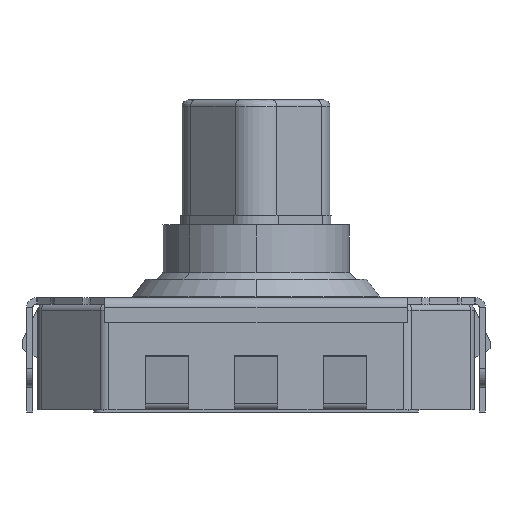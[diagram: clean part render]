
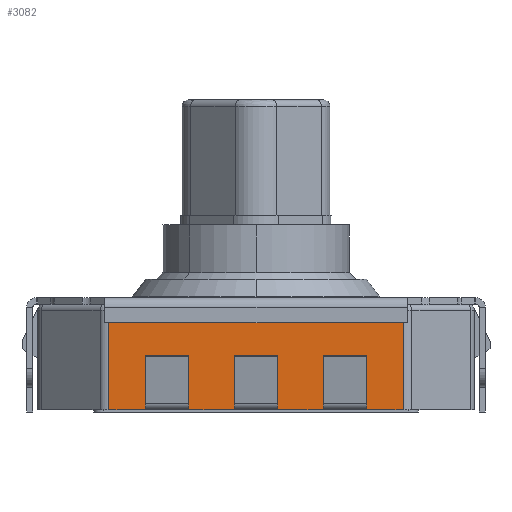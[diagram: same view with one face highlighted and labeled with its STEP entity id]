
A CAD part, left-side view. The second image highlights one B-rep face of the part: STEP entity #3082.
In plain terms, the highlighted planar face has unit normal (-1, 0, 0).
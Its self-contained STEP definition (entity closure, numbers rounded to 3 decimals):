
#1768 = VERTEX_POINT('',#1769);
#1769 = CARTESIAN_POINT('',(-3.5,0.35,0.14));
#1776 = EDGE_CURVE('',#1768,#1777,#1779,.T.);
#1777 = VERTEX_POINT('',#1778);
#1778 = CARTESIAN_POINT('',(-3.5,0.35,0.04));
#1779 = LINE('',#1780,#1781);
#1780 = CARTESIAN_POINT('',(-3.5,0.35,1.73));
#1781 = VECTOR('',#1782,1.);
#1782 = DIRECTION('',(0.,0.,-1.));
#1799 = EDGE_CURVE('',#1800,#1802,#1804,.T.);
#1800 = VERTEX_POINT('',#1801);
#1801 = CARTESIAN_POINT('',(-3.5,1.075,0.04));
#1802 = VERTEX_POINT('',#1803);
#1803 = CARTESIAN_POINT('',(-3.5,1.075,0.14));
#1804 = LINE('',#1805,#1806);
#1805 = CARTESIAN_POINT('',(-3.5,1.075,1.73));
#1806 = VECTOR('',#1807,1.);
#1807 = DIRECTION('',(0.,0.,1.));
#1832 = EDGE_CURVE('',#1802,#1833,#1835,.T.);
#1833 = VERTEX_POINT('',#1834);
#1834 = CARTESIAN_POINT('',(-3.5,1.775,0.14));
#1835 = LINE('',#1836,#1837);
#1836 = CARTESIAN_POINT('',(-3.5,0.,0.14));
#1837 = VECTOR('',#1838,1.);
#1838 = DIRECTION('',(0.,1.,0.));
#1858 = EDGE_CURVE('',#1833,#1859,#1861,.T.);
#1859 = VERTEX_POINT('',#1860);
#1860 = CARTESIAN_POINT('',(-3.5,1.775,0.04));
#1861 = LINE('',#1862,#1863);
#1862 = CARTESIAN_POINT('',(-3.5,1.775,1.73));
#1863 = VECTOR('',#1864,1.);
#1864 = DIRECTION('',(0.,0.,-1.));
#1883 = VERTEX_POINT('',#1884);
#1884 = CARTESIAN_POINT('',(-3.5,-1.775,0.04));
#1891 = EDGE_CURVE('',#1883,#1892,#1894,.T.);
#1892 = VERTEX_POINT('',#1893);
#1893 = CARTESIAN_POINT('',(-3.5,-1.775,0.14));
#1894 = LINE('',#1895,#1896);
#1895 = CARTESIAN_POINT('',(-3.5,-1.775,1.73));
#1896 = VECTOR('',#1897,1.);
#1897 = DIRECTION('',(0.,0.,1.));
#1915 = EDGE_CURVE('',#1892,#1916,#1918,.T.);
#1916 = VERTEX_POINT('',#1917);
#1917 = CARTESIAN_POINT('',(-3.5,-1.075,0.14));
#1918 = LINE('',#1919,#1920);
#1919 = CARTESIAN_POINT('',(-3.5,0.,0.14));
#1920 = VECTOR('',#1921,1.);
#1921 = DIRECTION('',(0.,1.,0.));
#1942 = EDGE_CURVE('',#1916,#1943,#1945,.T.);
#1943 = VERTEX_POINT('',#1944);
#1944 = CARTESIAN_POINT('',(-3.5,-1.075,0.04));
#1945 = LINE('',#1946,#1947);
#1946 = CARTESIAN_POINT('',(-3.5,-1.075,1.73));
#1947 = VECTOR('',#1948,1.);
#1948 = DIRECTION('',(0.,0.,-1.));
#1966 = VERTEX_POINT('',#1967);
#1967 = CARTESIAN_POINT('',(-3.5,-0.35,0.04));
#1974 = EDGE_CURVE('',#1966,#1975,#1977,.T.);
#1975 = VERTEX_POINT('',#1976);
#1976 = CARTESIAN_POINT('',(-3.5,-0.35,0.14));
#1977 = LINE('',#1978,#1979);
#1978 = CARTESIAN_POINT('',(-3.5,-0.35,1.73));
#1979 = VECTOR('',#1980,1.);
#1980 = DIRECTION('',(0.,0.,1.));
#1998 = EDGE_CURVE('',#1975,#1768,#1999,.T.);
#1999 = LINE('',#2000,#2001);
#2000 = CARTESIAN_POINT('',(-3.5,0.,0.14));
#2001 = VECTOR('',#2002,1.);
#2002 = DIRECTION('',(0.,1.,0.));
#2572 = VERTEX_POINT('',#2573);
#2573 = CARTESIAN_POINT('',(-3.5,-2.357,1.63));
#2580 = EDGE_CURVE('',#2572,#2581,#2583,.T.);
#2581 = VERTEX_POINT('',#2582);
#2582 = CARTESIAN_POINT('',(-3.5,-2.357,0.04));
#2583 = LINE('',#2584,#2585);
#2584 = CARTESIAN_POINT('',(-3.5,-2.357,1.73));
#2585 = VECTOR('',#2586,1.);
#2586 = DIRECTION('',(0.,0.,-1.));
#2665 = VERTEX_POINT('',#2666);
#2666 = CARTESIAN_POINT('',(-3.5,2.357,0.04));
#2673 = EDGE_CURVE('',#2665,#2674,#2676,.T.);
#2674 = VERTEX_POINT('',#2675);
#2675 = CARTESIAN_POINT('',(-3.5,2.357,1.63));
#2676 = LINE('',#2677,#2678);
#2677 = CARTESIAN_POINT('',(-3.5,2.357,1.73));
#2678 = VECTOR('',#2679,1.);
#2679 = DIRECTION('',(0.,0.,1.));
#3082 = ADVANCED_FACE('',(#3083),#3126,.F.);
#3083 = FACE_BOUND('',#3084,.T.);
#3084 = EDGE_LOOP('',(#3085,#3086,#3092,#3093,#3094,#3095,#3101,#3102,
    #3108,#3109,#3115,#3116,#3117,#3118,#3124,#3125));
#3085 = ORIENTED_EDGE('',*,*,#1974,.F.);
#3086 = ORIENTED_EDGE('',*,*,#3087,.F.);
#3087 = EDGE_CURVE('',#1943,#1966,#3088,.T.);
#3088 = LINE('',#3089,#3090);
#3089 = CARTESIAN_POINT('',(-3.5,0.,0.04));
#3090 = VECTOR('',#3091,1.);
#3091 = DIRECTION('',(0.,1.,0.));
#3092 = ORIENTED_EDGE('',*,*,#1942,.F.);
#3093 = ORIENTED_EDGE('',*,*,#1915,.F.);
#3094 = ORIENTED_EDGE('',*,*,#1891,.F.);
#3095 = ORIENTED_EDGE('',*,*,#3096,.F.);
#3096 = EDGE_CURVE('',#2581,#1883,#3097,.T.);
#3097 = LINE('',#3098,#3099);
#3098 = CARTESIAN_POINT('',(-3.5,0.,0.04));
#3099 = VECTOR('',#3100,1.);
#3100 = DIRECTION('',(0.,1.,0.));
#3101 = ORIENTED_EDGE('',*,*,#2580,.F.);
#3102 = ORIENTED_EDGE('',*,*,#3103,.F.);
#3103 = EDGE_CURVE('',#2674,#2572,#3104,.T.);
#3104 = LINE('',#3105,#3106);
#3105 = CARTESIAN_POINT('',(-3.5,2.357,1.63));
#3106 = VECTOR('',#3107,1.);
#3107 = DIRECTION('',(0.,-1.,0.));
#3108 = ORIENTED_EDGE('',*,*,#2673,.F.);
#3109 = ORIENTED_EDGE('',*,*,#3110,.F.);
#3110 = EDGE_CURVE('',#1859,#2665,#3111,.T.);
#3111 = LINE('',#3112,#3113);
#3112 = CARTESIAN_POINT('',(-3.5,0.,0.04));
#3113 = VECTOR('',#3114,1.);
#3114 = DIRECTION('',(0.,1.,0.));
#3115 = ORIENTED_EDGE('',*,*,#1858,.F.);
#3116 = ORIENTED_EDGE('',*,*,#1832,.F.);
#3117 = ORIENTED_EDGE('',*,*,#1799,.F.);
#3118 = ORIENTED_EDGE('',*,*,#3119,.F.);
#3119 = EDGE_CURVE('',#1777,#1800,#3120,.T.);
#3120 = LINE('',#3121,#3122);
#3121 = CARTESIAN_POINT('',(-3.5,0.,0.04));
#3122 = VECTOR('',#3123,1.);
#3123 = DIRECTION('',(0.,1.,0.));
#3124 = ORIENTED_EDGE('',*,*,#1776,.F.);
#3125 = ORIENTED_EDGE('',*,*,#1998,.F.);
#3126 = PLANE('',#3127);
#3127 = AXIS2_PLACEMENT_3D('',#3128,#3129,#3130);
#3128 = CARTESIAN_POINT('',(-3.5,0.,1.73));
#3129 = DIRECTION('',(1.,0.,0.));
#3130 = DIRECTION('',(0.,0.,-1.));
